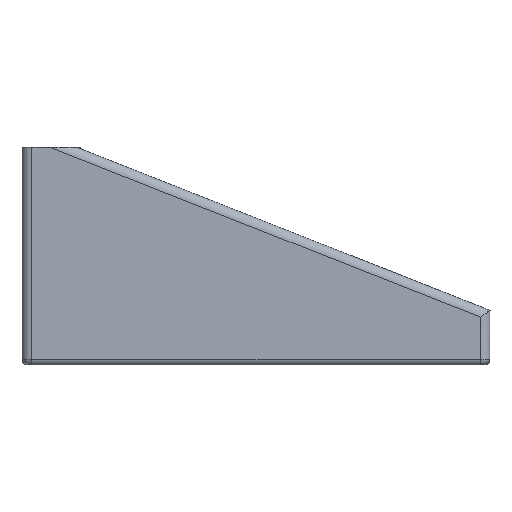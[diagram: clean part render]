
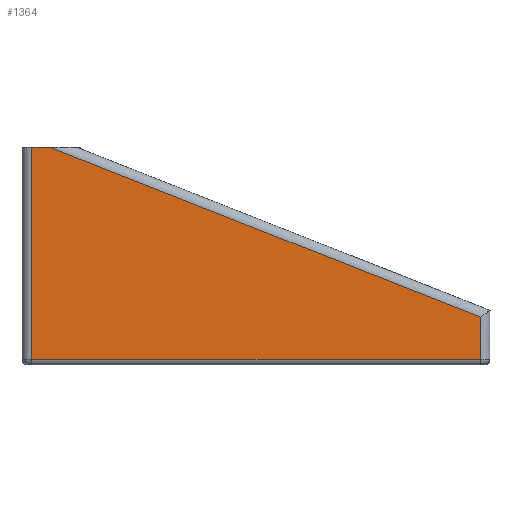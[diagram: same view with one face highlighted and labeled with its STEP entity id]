
A CAD part, left-side view. The second image highlights one B-rep face of the part: STEP entity #1364.
In plain terms, the highlighted planar face has unit normal (-1, 0, 0).
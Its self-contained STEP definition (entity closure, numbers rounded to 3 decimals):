
#62=PLANE('',#1487);
#99=LINE('',#2187,#179);
#103=LINE('',#2198,#183);
#104=LINE('',#2202,#184);
#105=LINE('',#2204,#185);
#106=LINE('',#2205,#186);
#179=VECTOR('',#1712,10.);
#183=VECTOR('',#1722,10.);
#184=VECTOR('',#1727,10.);
#185=VECTOR('',#1728,10.);
#186=VECTOR('',#1729,10.);
#291=FACE_OUTER_BOUND('',#372,.T.);
#372=EDGE_LOOP('',(#997,#998,#999,#1000,#1001));
#590=VERTEX_POINT('',#2117);
#605=VERTEX_POINT('',#2181);
#609=VERTEX_POINT('',#2197);
#610=VERTEX_POINT('',#2201);
#611=VERTEX_POINT('',#2203);
#756=EDGE_CURVE('',#590,#605,#99,.T.);
#761=EDGE_CURVE('',#605,#609,#103,.T.);
#763=EDGE_CURVE('',#610,#590,#104,.T.);
#764=EDGE_CURVE('',#611,#610,#105,.T.);
#765=EDGE_CURVE('',#609,#611,#106,.T.);
#997=ORIENTED_EDGE('',*,*,#756,.F.);
#998=ORIENTED_EDGE('',*,*,#763,.F.);
#999=ORIENTED_EDGE('',*,*,#764,.F.);
#1000=ORIENTED_EDGE('',*,*,#765,.F.);
#1001=ORIENTED_EDGE('',*,*,#761,.F.);
#1364=ADVANCED_FACE('',(#291),#62,.T.);
#1487=AXIS2_PLACEMENT_3D('',#2200,#1725,#1726);
#1712=DIRECTION('',(0.,1.,0.));
#1722=DIRECTION('',(0.,0.,1.));
#1725=DIRECTION('center_axis',(-1.,0.,0.));
#1726=DIRECTION('ref_axis',(0.,-1.,0.));
#1727=DIRECTION('',(0.,0.,-1.));
#1728=DIRECTION('',(0.,-0.93,-0.367));
#1729=DIRECTION('',(0.,-1.,0.));
#2117=CARTESIAN_POINT('',(-249.,215.4,530.5));
#2181=CARTESIAN_POINT('',(-249.,256.6,530.5));
#2187=CARTESIAN_POINT('',(-249.,133.75,530.5));
#2197=CARTESIAN_POINT('',(-249.,256.6,550.));
#2198=CARTESIAN_POINT('',(-249.,256.6,530.));
#2200=CARTESIAN_POINT('Origin',(-249.,257.5,530.));
#2201=CARTESIAN_POINT('',(-249.,215.4,534.388));
#2202=CARTESIAN_POINT('',(-249.,215.4,530.));
#2203=CARTESIAN_POINT('',(-249.,254.951,550.));
#2204=CARTESIAN_POINT('',(-249.,251.578,548.669));
#2205=CARTESIAN_POINT('',(-249.,257.5,550.));
